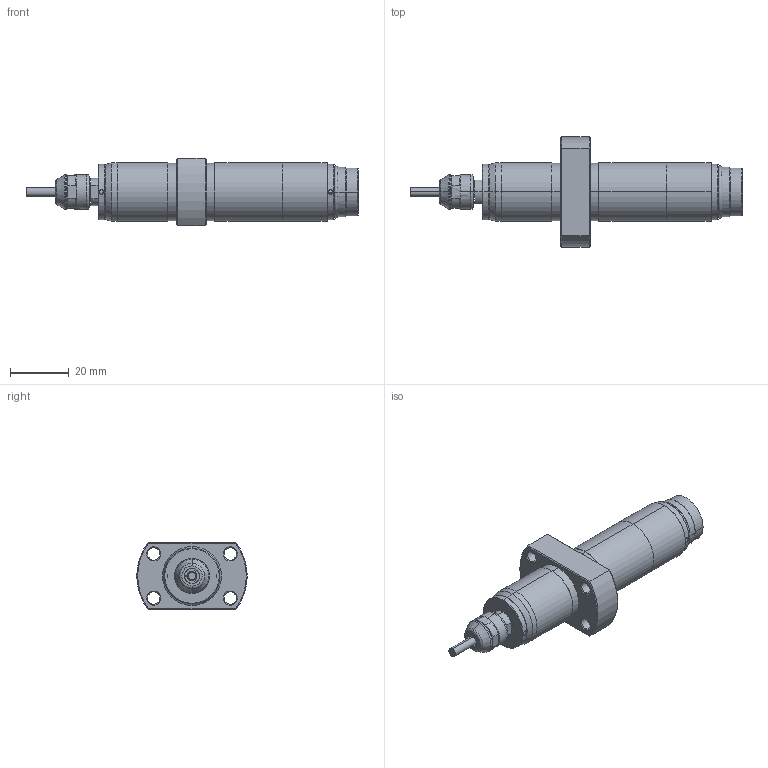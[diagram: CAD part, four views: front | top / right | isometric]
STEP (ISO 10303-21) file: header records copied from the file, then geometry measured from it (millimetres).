
FILE_DESCRIPTION (( 'STEP AP203' ), '1' );
FILE_NAME ('BMF-320.STEP', '2019-05-27T10:59:11', ( '' ), ( '' ), 'SwSTEP 2.0', 'SolidWorks 2013', '' );
FILE_SCHEMA (( 'CONFIG_CONTROL_DESIGN' ));
Length unit declared in the file: millimetre
Products named in the file (1): BMF-320
Bounding box: 112.77 x 37.5 x 22.8 mm (x, y, z)
Surface area: 9896.9 mm2 (no closed solid volume)
Topology: 0 solids, 19 shells, 225 faces, 627 edges, 415 vertices
Faces by surface type: cylinder 76, cone 69, plane 48, bspline 32
Entity records: 9234 total; most frequent: CARTESIAN_POINT 3608, DIRECTION 1170, ORIENTED_EDGE 1092, EDGE_CURVE 613, AXIS2_PLACEMENT_3D 476, VERTEX_POINT 415, CIRCLE 282, EDGE_LOOP 260
